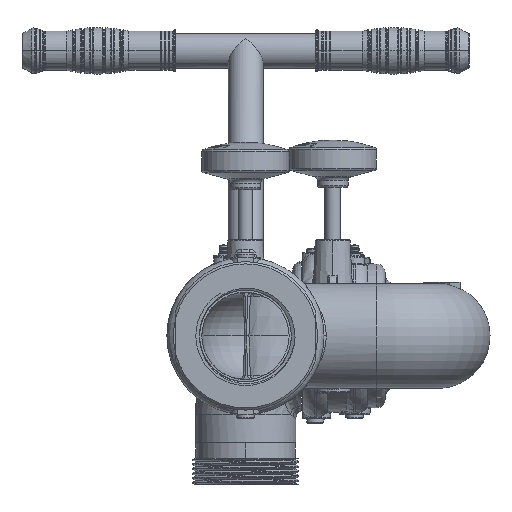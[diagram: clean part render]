
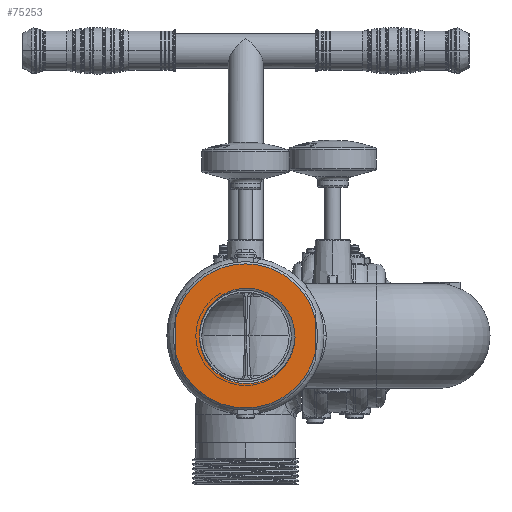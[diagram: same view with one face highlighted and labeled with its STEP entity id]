
A CAD part, front view. The second image highlights one B-rep face of the part: STEP entity #75253.
In plain terms, the highlighted planar face has unit normal (0, -1, 0).
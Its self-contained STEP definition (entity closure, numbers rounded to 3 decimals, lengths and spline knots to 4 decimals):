
#73315=CARTESIAN_POINT('',(0.,-0.229,0.));
#73316=DIRECTION('',(0.,1.,0.));
#73317=DIRECTION('',(0.97,0.,-0.244));
#73318=AXIS2_PLACEMENT_3D('',#73315,#73316,#73317);
#73320=CARTESIAN_POINT('',(0.,-0.229,0.));
#73321=DIRECTION('',(0.,1.,0.));
#73322=DIRECTION('',(0.,0.,-1.));
#73323=AXIS2_PLACEMENT_3D('',#73320,#73321,#73322);
#73325=DIRECTION('',(0.,0.,1.));
#73326=VECTOR('',#73325,1.0078);
#73327=CARTESIAN_POINT('',(-2.,-0.229,
-0.5039));
#73328=LINE('',#73327,#73326);
#73329=CARTESIAN_POINT('',(0.,-0.229,
0.));
#73330=DIRECTION('',(0.,1.,0.));
#73331=DIRECTION('',(-0.97,0.,0.244));
#73332=AXIS2_PLACEMENT_3D('',#73329,#73330,#73331);
#73334=CARTESIAN_POINT('',(0.,-0.229,
0.));
#73335=DIRECTION('',(0.,1.,0.));
#73336=DIRECTION('',(0.,0.,1.));
#73337=AXIS2_PLACEMENT_3D('',#73334,#73335,#73336);
#73339=DIRECTION('',(0.,0.,-1.));
#73340=VECTOR('',#73339,1.0078);
#73341=CARTESIAN_POINT('',(2.,-0.229,
0.5039));
#73342=LINE('',#73341,#73340);
#73343=CARTESIAN_POINT('',(1.4194,-0.229,-0.0357));
#73344=CARTESIAN_POINT('',(1.4195,-0.229,0.0345));
#73345=CARTESIAN_POINT('',(1.409,-0.229,0.1716));
#73346=CARTESIAN_POINT('',(1.3677,-0.229,0.3617));
#73347=CARTESIAN_POINT('',(1.2969,-0.229,0.5539));
#73348=CARTESIAN_POINT('',(1.1996,-0.229,0.7308));
#73349=CARTESIAN_POINT('',(1.0839,-0.229,0.8864));
#73350=CARTESIAN_POINT('',(0.9364,-0.229,1.035));
#73351=CARTESIAN_POINT('',(0.7613,-0.229,1.1637));
#73352=CARTESIAN_POINT('',(0.5669,-0.229,1.2638));
#73353=CARTESIAN_POINT('',(0.3607,-0.229,1.3318));
#73354=CARTESIAN_POINT('',(0.1451,-0.229,1.3665));
#73355=CARTESIAN_POINT('',(-0.068,-0.229,1.3672));
#73356=CARTESIAN_POINT('',(-0.2817,-0.229,1.3335));
#73357=CARTESIAN_POINT('',(-0.4792,-0.229,1.2713));
#73358=CARTESIAN_POINT('',(-0.6985,-0.229,1.1603));
#73359=CARTESIAN_POINT('',(-0.8908,-0.229,1.0089));
#73360=CARTESIAN_POINT('',(-1.0274,-0.229,0.8605));
#73361=CARTESIAN_POINT('',(-1.151,-0.229,0.677));
#73362=CARTESIAN_POINT('',(-1.2412,-0.229,0.4764));
#73363=CARTESIAN_POINT('',(-1.2967,-0.229,0.2639));
#73364=CARTESIAN_POINT('',(-1.3093,-0.229,0.1313));
#73365=CARTESIAN_POINT('',(-1.3108,-0.229,0.0659));
#73367=CARTESIAN_POINT('',(0.,-0.229,0.));
#73368=DIRECTION('',(0.,-1.,0.));
#73369=DIRECTION('',(-0.999,0.,0.05));
#73370=AXIS2_PLACEMENT_3D('',#73367,#73368,#73369);
#73372=CARTESIAN_POINT('',(-1.3125,-0.229,0.));
#73373=CARTESIAN_POINT('',(-1.3144,-0.229,-0.0706));
#73374=CARTESIAN_POINT('',(-1.3067,-0.229,-0.2087));
#73375=CARTESIAN_POINT('',(-1.2646,-0.229,-0.4065));
#73376=CARTESIAN_POINT('',(-1.1937,-0.229,-0.5939));
#73377=CARTESIAN_POINT('',(-1.0984,-0.229,-0.7646));
#73378=CARTESIAN_POINT('',(-0.9725,-0.229,-0.9278));
#73379=CARTESIAN_POINT('',(-0.822,-0.229,-1.0702));
#73380=CARTESIAN_POINT('',(-0.6501,-0.229,-1.1885));
#73381=CARTESIAN_POINT('',(-0.4607,-0.229,-1.2799));
#73382=CARTESIAN_POINT('',(-0.2565,-0.229,-1.3414));
#73383=CARTESIAN_POINT('',(-0.0411,-0.229,-1.3708));
#73384=CARTESIAN_POINT('',(0.177,-0.229,-1.3655));
#73385=CARTESIAN_POINT('',(0.3927,-0.229,-1.3253));
#73386=CARTESIAN_POINT('',(0.5963,-0.229,-1.2529));
#73387=CARTESIAN_POINT('',(0.7875,-0.229,-1.1492));
#73388=CARTESIAN_POINT('',(0.9625,-0.229,-1.0146));
#73389=CARTESIAN_POINT('',(1.1127,-0.229,-0.856));
#73390=CARTESIAN_POINT('',(1.2373,-0.229,-0.6748));
#73391=CARTESIAN_POINT('',(1.333,-0.229,-0.4743));
#73392=CARTESIAN_POINT('',(1.3963,-0.229,-0.2599));
#73393=CARTESIAN_POINT('',(1.4158,-0.229,-0.1116));
#73394=CARTESIAN_POINT('',(1.4194,-0.229,-0.0357));
#75104=CARTESIAN_POINT('',(0.,-0.229,-2.0625));
#75105=CARTESIAN_POINT('',(-2.,-0.229,-0.5039));
#75106=VERTEX_POINT('',#75104);
#75107=VERTEX_POINT('',#75105);
#75108=CARTESIAN_POINT('',(2.,-0.229,-0.5039));
#75109=VERTEX_POINT('',#75108);
#75110=CARTESIAN_POINT('',(-2.,-0.229,
0.5039));
#75111=VERTEX_POINT('',#75110);
#75112=CARTESIAN_POINT('',(0.,-0.229,
2.0625));
#75113=CARTESIAN_POINT('',(2.,-0.229,
0.5039));
#75114=VERTEX_POINT('',#75112);
#75115=VERTEX_POINT('',#75113);
#75116=VERTEX_POINT('',#73343);
#75117=VERTEX_POINT('',#73365);
#75118=CARTESIAN_POINT('',(-1.3125,-0.229,0.));
#75119=VERTEX_POINT('',#75118);
#75226=CARTESIAN_POINT('',(0.,-0.229,0.));
#75227=DIRECTION('',(0.,1.,0.));
#75228=DIRECTION('',(0.,0.,-1.));
#75229=AXIS2_PLACEMENT_3D('',#75226,#75227,#75228);
#75230=PLANE('',#75229);
#75232=ORIENTED_EDGE('',*,*,#75231,.T.);
#75234=ORIENTED_EDGE('',*,*,#75233,.T.);
#75236=ORIENTED_EDGE('',*,*,#75235,.T.);
#75238=ORIENTED_EDGE('',*,*,#75237,.T.);
#75240=ORIENTED_EDGE('',*,*,#75239,.T.);
#75242=ORIENTED_EDGE('',*,*,#75241,.T.);
#75243=EDGE_LOOP('',(#75232,#75234,#75236,#75238,#75240,#75242));
#75244=FACE_OUTER_BOUND('',#75243,.F.);
#75246=ORIENTED_EDGE('',*,*,#75245,.T.);
#75248=ORIENTED_EDGE('',*,*,#75247,.T.);
#75250=ORIENTED_EDGE('',*,*,#75249,.T.);
#75251=EDGE_LOOP('',(#75246,#75248,#75250));
#75252=FACE_BOUND('',#75251,.F.);
#73319=CIRCLE('',#73318,2.0625);
#73324=CIRCLE('',#73323,2.0625);
#73333=CIRCLE('',#73332,2.0625);
#73338=CIRCLE('',#73337,2.0625);
#73366=B_SPLINE_CURVE_WITH_KNOTS('',3,(#73343,#73344,#73345,#73346,#73347,
#73348,#73349,#73350,#73351,#73352,#73353,#73354,#73355,#73356,#73357,#73358,
#73359,#73360,#73361,#73362,#73363,#73364,#73365),.UNSPECIFIED.,.F.,.F.,(4,1,1,
1,1,1,1,1,1,1,1,1,1,1,1,1,1,1,1,1,4),(0.,0.05,0.1,0.15,0.2,0.25,
0.3,0.35,0.4,0.45,0.5,0.55,0.6,0.65,0.7,0.75,0.8,0.85,
0.9,0.95,1.),.UNSPECIFIED.);
#73371=CIRCLE('',#73370,1.3125);
#73395=B_SPLINE_CURVE_WITH_KNOTS('',3,(#73372,#73373,#73374,#73375,#73376,
#73377,#73378,#73379,#73380,#73381,#73382,#73383,#73384,#73385,#73386,#73387,
#73388,#73389,#73390,#73391,#73392,#73393,#73394),.UNSPECIFIED.,.F.,.F.,(4,1,1,
1,1,1,1,1,1,1,1,1,1,1,1,1,1,1,1,1,4),(0.,0.05,0.1,0.15,0.2,0.25,
0.3,0.35,0.4,0.45,0.5,0.55,0.6,0.65,0.7,0.75,0.8,0.85,
0.9,0.95,1.),.UNSPECIFIED.);
#75231=EDGE_CURVE('',#75109,#75106,#73319,.T.);
#75233=EDGE_CURVE('',#75106,#75107,#73324,.T.);
#75235=EDGE_CURVE('',#75107,#75111,#73328,.T.);
#75237=EDGE_CURVE('',#75111,#75114,#73333,.T.);
#75239=EDGE_CURVE('',#75114,#75115,#73338,.T.);
#75241=EDGE_CURVE('',#75115,#75109,#73342,.T.);
#75245=EDGE_CURVE('',#75116,#75117,#73366,.T.);
#75247=EDGE_CURVE('',#75117,#75119,#73371,.T.);
#75249=EDGE_CURVE('',#75119,#75116,#73395,.T.);
#75253=ADVANCED_FACE('',(#75244,#75252),#75230,.F.);
